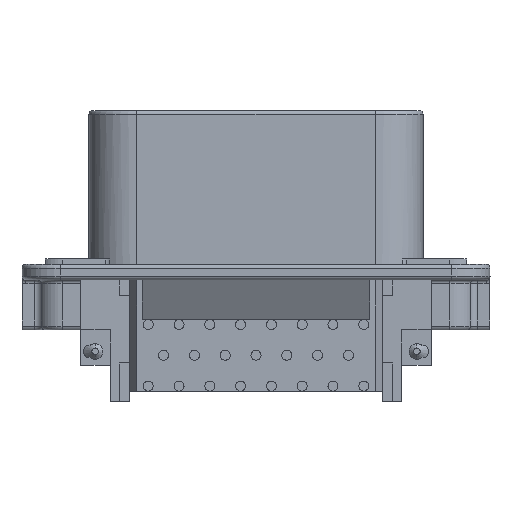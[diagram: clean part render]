
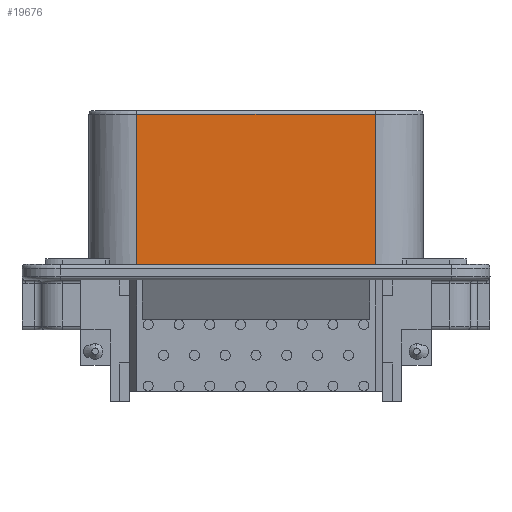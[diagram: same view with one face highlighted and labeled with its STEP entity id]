
A CAD part, front view. The second image highlights one B-rep face of the part: STEP entity #19676.
In plain terms, the highlighted planar face has unit normal (0, -1, 0).
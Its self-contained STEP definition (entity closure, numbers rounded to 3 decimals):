
#4779=DIRECTION('',(1.,0.,0.));
#4780=VECTOR('',#4779,31.);
#4781=CARTESIAN_POINT('',(-15.5,-11.8,-0.5));
#4782=LINE('',#4781,#4780);
#4783=DIRECTION('',(0.,0.,1.));
#4784=VECTOR('',#4783,19.5);
#4785=CARTESIAN_POINT('',(15.5,-11.8,-20.));
#4786=LINE('',#4785,#4784);
#4787=DIRECTION('',(-1.,0.,0.));
#4788=VECTOR('',#4787,31.);
#4789=CARTESIAN_POINT('',(15.5,-11.8,-20.));
#4790=LINE('',#4789,#4788);
#4806=DIRECTION('',(0.,0.,1.));
#4807=VECTOR('',#4806,19.5);
#4808=CARTESIAN_POINT('',(-15.5,-11.8,-20.));
#4809=LINE('',#4808,#4807);
#11860=CARTESIAN_POINT('',(15.5,-11.8,-20.));
#11861=CARTESIAN_POINT('',(-15.5,-11.8,-20.));
#11862=VERTEX_POINT('',#11860);
#11863=VERTEX_POINT('',#11861);
#13774=CARTESIAN_POINT('',(15.5,-11.8,-0.5));
#13775=VERTEX_POINT('',#13774);
#13778=CARTESIAN_POINT('',(-15.5,-11.8,-0.5));
#13779=VERTEX_POINT('',#13778);
#19663=CARTESIAN_POINT('',(15.5,-11.8,-20.));
#19664=DIRECTION('',(0.,-1.,0.));
#19665=DIRECTION('',(0.,0.,1.));
#19666=AXIS2_PLACEMENT_3D('',#19663,#19664,#19665);
#19667=PLANE('',#19666);
#19669=ORIENTED_EDGE('',*,*,#19668,.T.);
#19670=ORIENTED_EDGE('',*,*,#19568,.F.);
#19671=ORIENTED_EDGE('',*,*,#15573,.T.);
#19673=ORIENTED_EDGE('',*,*,#19672,.T.);
#19674=EDGE_LOOP('',(#19669,#19670,#19671,#19673));
#19675=FACE_OUTER_BOUND('',#19674,.F.);
#15573=EDGE_CURVE('',#11862,#11863,#4790,.T.);
#19568=EDGE_CURVE('',#11862,#13775,#4786,.T.);
#19668=EDGE_CURVE('',#13779,#13775,#4782,.T.);
#19672=EDGE_CURVE('',#11863,#13779,#4809,.T.);
#19676=ADVANCED_FACE('',(#19675),#19667,.T.);
